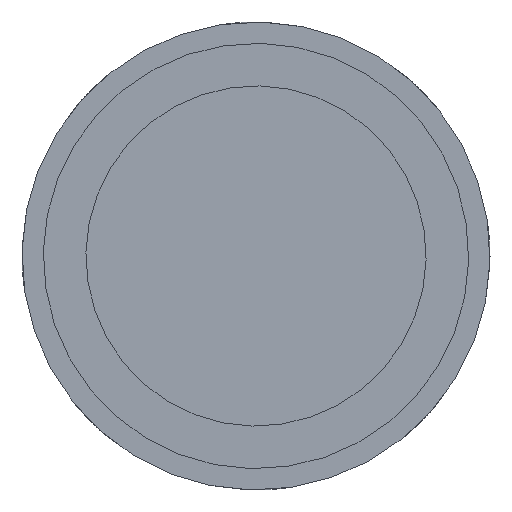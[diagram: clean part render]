
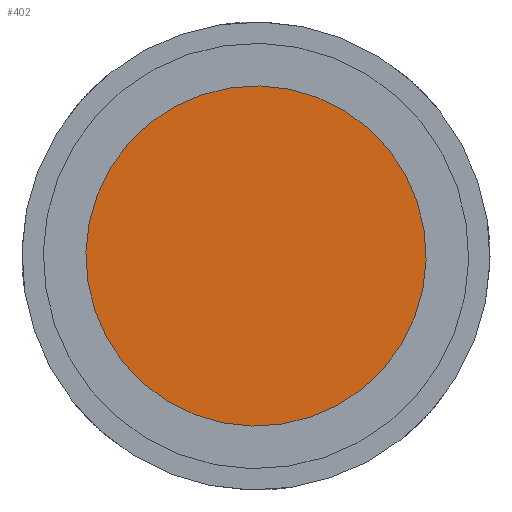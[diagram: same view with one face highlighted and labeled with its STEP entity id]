
A CAD part, front view. The second image highlights one B-rep face of the part: STEP entity #402.
In plain terms, the highlighted planar face has unit normal (0, -1, 0).
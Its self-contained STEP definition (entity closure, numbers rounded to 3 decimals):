
#379=CARTESIAN_POINT('Axis2P3D Location',(54.95,35.2,0.)) ;
#384=CARTESIAN_POINT('Axis2P3D Location',(54.95,35.2,0.)) ;
#388=CARTESIAN_POINT('Vertex',(94.397,35.2,21.55)) ;
#390=CARTESIAN_POINT('Vertex',(15.503,35.2,-21.55)) ;
#393=CARTESIAN_POINT('Axis2P3D Location',(54.95,35.2,0.)) ;
#380=DIRECTION('Axis2P3D Direction',(0.,-1.,0.)) ;
#381=DIRECTION('Axis2P3D XDirection',(1.,0.,0.)) ;
#385=DIRECTION('Axis2P3D Direction',(0.,-1.,0.)) ;
#394=DIRECTION('Axis2P3D Direction',(0.,-1.,0.)) ;
#382=AXIS2_PLACEMENT_3D('Plane Axis2P3D',#379,#380,#381) ;
#386=AXIS2_PLACEMENT_3D('Circle Axis2P3D',#384,#385,$) ;
#395=AXIS2_PLACEMENT_3D('Circle Axis2P3D',#393,#394,$) ;
#399=ORIENTED_EDGE('',*,*,#392,.T.) ;
#400=ORIENTED_EDGE('',*,*,#397,.T.) ;
#402=ADVANCED_FACE('Corps principal',(#401),#383,.T.) ;
#387=CIRCLE('generated circle',#386,44.95) ;
#396=CIRCLE('generated circle',#395,44.95) ;
#392=EDGE_CURVE('',#389,#391,#387,.T.) ;
#397=EDGE_CURVE('',#391,#389,#396,.T.) ;
#398=EDGE_LOOP('',(#399,#400)) ;
#401=FACE_OUTER_BOUND('',#398,.T.) ;
#383=PLANE('Plane',#382) ;
#389=VERTEX_POINT('',#388) ;
#391=VERTEX_POINT('',#390) ;
